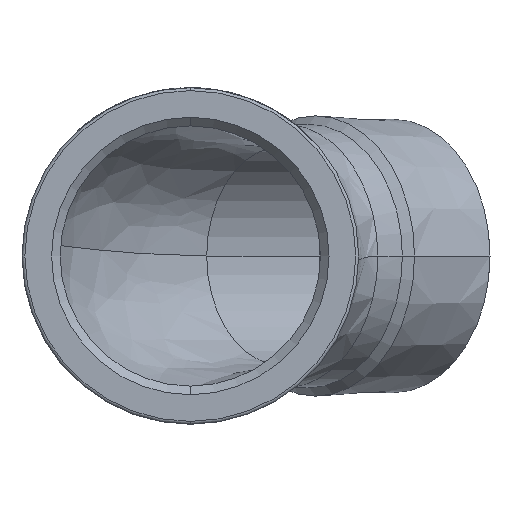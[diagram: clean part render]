
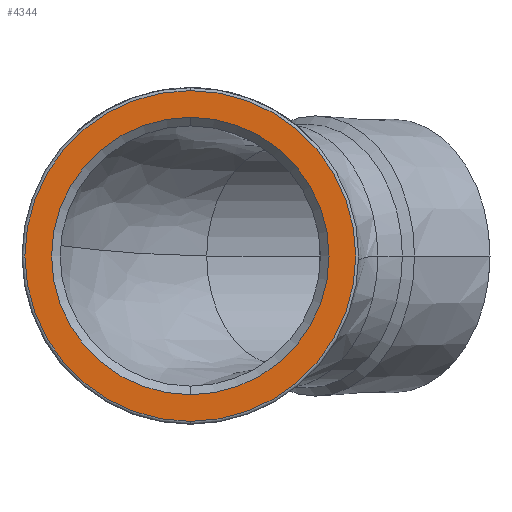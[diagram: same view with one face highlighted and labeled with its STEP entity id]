
A CAD part, front view. The second image highlights one B-rep face of the part: STEP entity #4344.
In plain terms, the highlighted planar face has unit normal (0, -1, 0).
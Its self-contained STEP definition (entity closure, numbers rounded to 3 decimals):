
#220 = ORIENTED_EDGE ( 'NONE', *, *, #3565, .T. ) ;
#360 = CARTESIAN_POINT ( 'NONE',  ( 0., -37., -28.5 ) ) ;
#1047 = CIRCLE ( 'NONE', #8081, 28.5 ) ;
#1662 = EDGE_CURVE ( 'NONE', #15279, #6022, #14465, .T. ) ;
#1802 = DIRECTION ( 'NONE',  ( 0., -1., 0. ) ) ;
#1916 = AXIS2_PLACEMENT_3D ( 'NONE', #11038, #12278, #12222 ) ;
#2350 = FACE_BOUND ( 'NONE', #10504, .T. ) ;
#2681 = DIRECTION ( 'NONE',  ( 0., -1., 0. ) ) ;
#3239 = DIRECTION ( 'NONE',  ( 0., -1., 0. ) ) ;
#3340 = AXIS2_PLACEMENT_3D ( 'NONE', #13958, #2681, #11449 ) ;
#3565 = EDGE_CURVE ( 'NONE', #6022, #15279, #1047, .T. ) ;
#4344 = ADVANCED_FACE ( 'NONE', ( #12616, #2350 ), #13635, .T. ) ;
#4496 = DIRECTION ( 'NONE',  ( 0., 0., -1. ) ) ;
#4678 = CARTESIAN_POINT ( 'NONE',  ( 0., -37., 23.901 ) ) ;
#6022 = VERTEX_POINT ( 'NONE', #360 ) ;
#6304 = AXIS2_PLACEMENT_3D ( 'NONE', #11505, #12696, #12618 ) ;
#7543 = VERTEX_POINT ( 'NONE', #9308 ) ;
#7750 = CIRCLE ( 'NONE', #3340, 23.901 ) ;
#7893 = CIRCLE ( 'NONE', #12199, 23.901 ) ;
#8081 = AXIS2_PLACEMENT_3D ( 'NONE', #8118, #1802, #9294 ) ;
#8118 = CARTESIAN_POINT ( 'NONE',  ( 0., -37., 0. ) ) ;
#8140 = ORIENTED_EDGE ( 'NONE', *, *, #12076, .F. ) ;
#8507 = ORIENTED_EDGE ( 'NONE', *, *, #1662, .T. ) ;
#8613 = CARTESIAN_POINT ( 'NONE',  ( 0., -37., 28.5 ) ) ;
#9294 = DIRECTION ( 'NONE',  ( 0., 0., -1. ) ) ;
#9308 = CARTESIAN_POINT ( 'NONE',  ( 0., -37., -23.901 ) ) ;
#10032 = VERTEX_POINT ( 'NONE', #4678 ) ;
#10504 = EDGE_LOOP ( 'NONE', ( #8140, #14056 ) ) ;
#10598 = CARTESIAN_POINT ( 'NONE',  ( 0., -37., 0. ) ) ;
#10607 = EDGE_CURVE ( 'NONE', #10032, #7543, #7750, .T. ) ;
#11038 = CARTESIAN_POINT ( 'NONE',  ( 23.901, -37., 0. ) ) ;
#11449 = DIRECTION ( 'NONE',  ( 0., 0., -1. ) ) ;
#11505 = CARTESIAN_POINT ( 'NONE',  ( 0., -37., 0. ) ) ;
#12076 = EDGE_CURVE ( 'NONE', #7543, #10032, #7893, .T. ) ;
#12199 = AXIS2_PLACEMENT_3D ( 'NONE', #10598, #3239, #4496 ) ;
#12222 = DIRECTION ( 'NONE',  ( 0., 0., -1. ) ) ;
#12278 = DIRECTION ( 'NONE',  ( 0., -1., 0. ) ) ;
#12616 = FACE_OUTER_BOUND ( 'NONE', #15989, .T. ) ;
#12618 = DIRECTION ( 'NONE',  ( 0., 0., -1. ) ) ;
#12696 = DIRECTION ( 'NONE',  ( 0., -1., 0. ) ) ;
#13635 = PLANE ( 'NONE',  #1916 ) ;
#13958 = CARTESIAN_POINT ( 'NONE',  ( 0., -37., 0. ) ) ;
#14056 = ORIENTED_EDGE ( 'NONE', *, *, #10607, .F. ) ;
#14465 = CIRCLE ( 'NONE', #6304, 28.5 ) ;
#15279 = VERTEX_POINT ( 'NONE', #8613 ) ;
#15989 = EDGE_LOOP ( 'NONE', ( #220, #8507 ) ) ;
